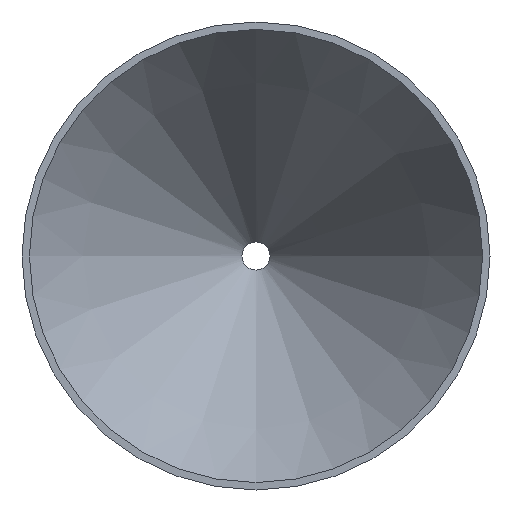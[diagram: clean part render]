
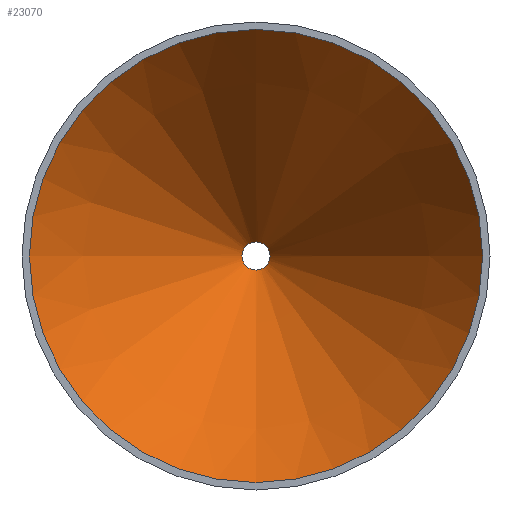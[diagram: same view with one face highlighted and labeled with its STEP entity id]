
A CAD part, front view. The second image highlights one B-rep face of the part: STEP entity #23070.
In plain terms, the highlighted conical face has half-angle 34.208 degrees and reference radius 147.163 mm.
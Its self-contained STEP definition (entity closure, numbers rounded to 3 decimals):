
#784 = DIRECTION ( 'NONE',  ( 0., -1., 0. ) ) ;
#2051 = CARTESIAN_POINT ( 'NONE',  ( 0., 203., -9.163 ) ) ;
#2458 = DIRECTION ( 'NONE',  ( 0., -1., 0. ) ) ;
#2637 = DIRECTION ( 'NONE',  ( 0., 0., -1. ) ) ;
#3698 = DIRECTION ( 'NONE',  ( 0., -1., 0. ) ) ;
#4050 = CARTESIAN_POINT ( 'NONE',  ( 0., 203., 0. ) ) ;
#5331 = CARTESIAN_POINT ( 'NONE',  ( 0., 0., 0. ) ) ;
#5477 = VERTEX_POINT ( 'NONE', #2051 ) ;
#6388 = ORIENTED_EDGE ( 'NONE', *, *, #20582, .T. ) ;
#8967 = EDGE_LOOP ( 'NONE', ( #6388 ) ) ;
#9131 = AXIS2_PLACEMENT_3D ( 'NONE', #5331, #2458, #2637 ) ;
#10932 = AXIS2_PLACEMENT_3D ( 'NONE', #12468, #3698, #32880 ) ;
#12430 = DIRECTION ( 'NONE',  ( 0., 0., -1. ) ) ;
#12468 = CARTESIAN_POINT ( 'NONE',  ( 0., 0., 0. ) ) ;
#14584 = CIRCLE ( 'NONE', #35318, 9.163 ) ;
#19502 = CIRCLE ( 'NONE', #9131, 147.163 ) ;
#20582 = EDGE_CURVE ( 'NONE', #25480, #25480, #19502, .T. ) ;
#21609 = ORIENTED_EDGE ( 'NONE', *, *, #35531, .F. ) ;
#22606 = CARTESIAN_POINT ( 'NONE',  ( 0., 0., -147.163 ) ) ;
#23070 = ADVANCED_FACE ( 'NONE', ( #28110, #32692 ), #26153, .F. ) ;
#25480 = VERTEX_POINT ( 'NONE', #22606 ) ;
#26153 = CONICAL_SURFACE ( 'NONE', #10932, 147.163, 0.597 ) ;
#28110 = FACE_BOUND ( 'NONE', #32277, .T. ) ;
#32277 = EDGE_LOOP ( 'NONE', ( #21609 ) ) ;
#32692 = FACE_OUTER_BOUND ( 'NONE', #8967, .T. ) ;
#32880 = DIRECTION ( 'NONE',  ( 0., 0., -1. ) ) ;
#35318 = AXIS2_PLACEMENT_3D ( 'NONE', #4050, #784, #12430 ) ;
#35531 = EDGE_CURVE ( 'NONE', #5477, #5477, #14584, .T. ) ;
